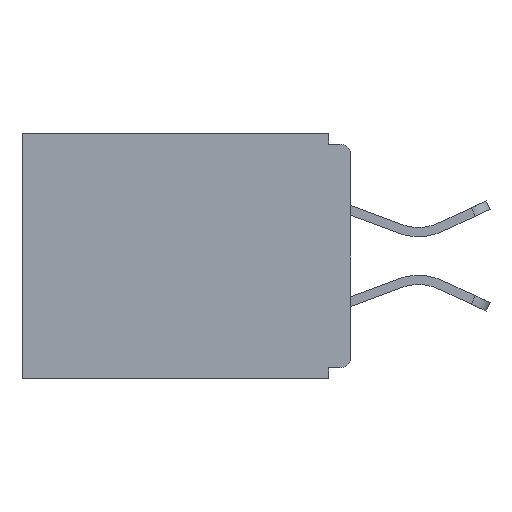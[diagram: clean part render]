
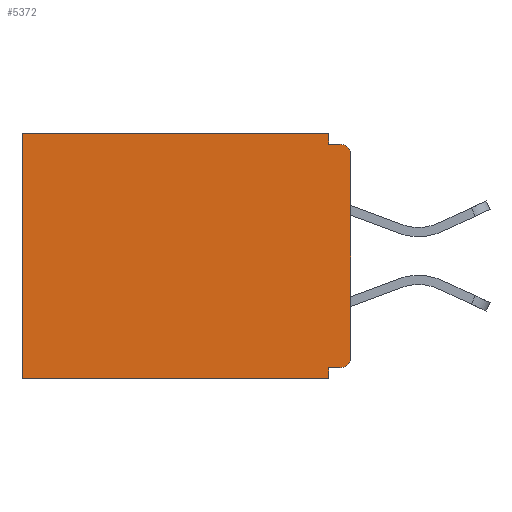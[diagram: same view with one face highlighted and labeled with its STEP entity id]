
A CAD part, left-side view. The second image highlights one B-rep face of the part: STEP entity #5372.
In plain terms, the highlighted planar face has unit normal (-1, 0, 0).
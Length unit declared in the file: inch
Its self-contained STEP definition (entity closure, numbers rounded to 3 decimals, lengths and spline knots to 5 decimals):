
#617 = CARTESIAN_POINT ( 'NONE',  ( 0.298, 0.015, -0.313 ) ) ;
#990 = ORIENTED_EDGE ( 'NONE', *, *, #11515, .T. ) ;
#1045 = DIRECTION ( 'NONE',  ( 1., 0., 0. ) ) ;
#1076 = LINE ( 'NONE', #25920, #11942 ) ;
#1174 = EDGE_CURVE ( 'NONE', #21942, #16516, #25989, .T. ) ;
#1843 = VECTOR ( 'NONE', #24385, 39.37008 ) ;
#1916 = CARTESIAN_POINT ( 'NONE',  ( 0.298, 0., 0. ) ) ;
#2189 = CARTESIAN_POINT ( 'NONE',  ( 0.298, 0.031, -0.328 ) ) ;
#2414 = VECTOR ( 'NONE', #27857, 39.37008 ) ;
#3175 = CARTESIAN_POINT ( 'NONE',  ( 0.298, 0.015, -0.328 ) ) ;
#3387 = EDGE_LOOP ( 'NONE', ( #22325, #21933, #18328, #25002, #990, #8487, #24491, #11687, #28086, #27674 ) ) ;
#4420 = EDGE_CURVE ( 'NONE', #7680, #24847, #23145, .T. ) ;
#4487 = EDGE_CURVE ( 'NONE', #23471, #16516, #25513, .T. ) ;
#4705 = FACE_OUTER_BOUND ( 'NONE', #3387, .T. ) ;
#4901 = CARTESIAN_POINT ( 'NONE',  ( 0.298, 0.015, -0.03 ) ) ;
#5372 = ADVANCED_FACE ( 'NONE', ( #4705 ), #13670, .F. ) ;
#5401 = DIRECTION ( 'NONE',  ( 0., 0., -1. ) ) ;
#6709 = LINE ( 'NONE', #11743, #10455 ) ;
#7096 = CARTESIAN_POINT ( 'NONE',  ( 0.298, 0.46, 0. ) ) ;
#7595 = CARTESIAN_POINT ( 'NONE',  ( 0.298, 0., 0. ) ) ;
#7680 = VERTEX_POINT ( 'NONE', #19965 ) ;
#7835 = DIRECTION ( 'NONE',  ( 0., 0., -1. ) ) ;
#7954 = EDGE_CURVE ( 'NONE', #7680, #21942, #11116, .T. ) ;
#7970 = DIRECTION ( 'NONE',  ( 0., 0., -1. ) ) ;
#8487 = ORIENTED_EDGE ( 'NONE', *, *, #25644, .F. ) ;
#8547 = VERTEX_POINT ( 'NONE', #11513 ) ;
#9018 = DIRECTION ( 'NONE',  ( 0., 1., 0. ) ) ;
#9199 = LINE ( 'NONE', #16945, #2414 ) ;
#9558 = VECTOR ( 'NONE', #7970, 39.37008 ) ;
#9877 = CIRCLE ( 'NONE', #14132, 0.015 ) ;
#10455 = VECTOR ( 'NONE', #16110, 39.37008 ) ;
#11116 = LINE ( 'NONE', #18628, #27427 ) ;
#11376 = VECTOR ( 'NONE', #19826, 39.37008 ) ;
#11453 = DIRECTION ( 'NONE',  ( 0., 0., -1. ) ) ;
#11513 = CARTESIAN_POINT ( 'NONE',  ( 0.298, 0.46, -0.343 ) ) ;
#11515 = EDGE_CURVE ( 'NONE', #24847, #8547, #1076, .T. ) ;
#11630 = DIRECTION ( 'NONE',  ( 0., 0., -1. ) ) ;
#11687 = ORIENTED_EDGE ( 'NONE', *, *, #17389, .F. ) ;
#11743 = CARTESIAN_POINT ( 'NONE',  ( 0.298, 0., -0.343 ) ) ;
#11942 = VECTOR ( 'NONE', #19436, 39.37008 ) ;
#12113 = VERTEX_POINT ( 'NONE', #26070 ) ;
#13293 = CARTESIAN_POINT ( 'NONE',  ( 0.298, 0., -0.015 ) ) ;
#13670 = PLANE ( 'NONE',  #19951 ) ;
#13692 = LINE ( 'NONE', #26444, #1843 ) ;
#14132 = AXIS2_PLACEMENT_3D ( 'NONE', #617, #22407, #11630 ) ;
#15220 = CARTESIAN_POINT ( 'NONE',  ( 0.298, 0.031, -0.015 ) ) ;
#16110 = DIRECTION ( 'NONE',  ( 0., 1., 0. ) ) ;
#16321 = AXIS2_PLACEMENT_3D ( 'NONE', #4901, #22324, #11453 ) ;
#16516 = VERTEX_POINT ( 'NONE', #25861 ) ;
#16849 = EDGE_CURVE ( 'NONE', #23687, #20279, #9877, .T. ) ;
#16945 = CARTESIAN_POINT ( 'NONE',  ( 0.298, 0., -0.328 ) ) ;
#17389 = EDGE_CURVE ( 'NONE', #23687, #25259, #9199, .T. ) ;
#18078 = CARTESIAN_POINT ( 'NONE',  ( 0.298, 0., -0.313 ) ) ;
#18328 = ORIENTED_EDGE ( 'NONE', *, *, #7954, .F. ) ;
#18628 = CARTESIAN_POINT ( 'NONE',  ( 0.298, 0.031, -0.343 ) ) ;
#18665 = VECTOR ( 'NONE', #9018, 39.37008 ) ;
#19436 = DIRECTION ( 'NONE',  ( 0., 0., -1. ) ) ;
#19826 = DIRECTION ( 'NONE',  ( 0., -1., 0. ) ) ;
#19951 = AXIS2_PLACEMENT_3D ( 'NONE', #7595, #1045, #5401 ) ;
#19965 = CARTESIAN_POINT ( 'NONE',  ( 0.298, 0.031, 0. ) ) ;
#20279 = VERTEX_POINT ( 'NONE', #18078 ) ;
#20333 = EDGE_CURVE ( 'NONE', #23471, #20279, #13692, .T. ) ;
#21307 = CARTESIAN_POINT ( 'NONE',  ( 0.298, 0., -0.03 ) ) ;
#21412 = EDGE_CURVE ( 'NONE', #25259, #12113, #25884, .T. ) ;
#21933 = ORIENTED_EDGE ( 'NONE', *, *, #1174, .F. ) ;
#21942 = VERTEX_POINT ( 'NONE', #15220 ) ;
#22324 = DIRECTION ( 'NONE',  ( -1., 0., 0. ) ) ;
#22325 = ORIENTED_EDGE ( 'NONE', *, *, #4487, .T. ) ;
#22407 = DIRECTION ( 'NONE',  ( -1., 0., 0. ) ) ;
#23145 = LINE ( 'NONE', #1916, #18665 ) ;
#23471 = VERTEX_POINT ( 'NONE', #21307 ) ;
#23687 = VERTEX_POINT ( 'NONE', #3175 ) ;
#24385 = DIRECTION ( 'NONE',  ( 0., 0., -1. ) ) ;
#24491 = ORIENTED_EDGE ( 'NONE', *, *, #21412, .F. ) ;
#24847 = VERTEX_POINT ( 'NONE', #7096 ) ;
#25002 = ORIENTED_EDGE ( 'NONE', *, *, #4420, .T. ) ;
#25259 = VERTEX_POINT ( 'NONE', #2189 ) ;
#25513 = CIRCLE ( 'NONE', #16321, 0.015 ) ;
#25644 = EDGE_CURVE ( 'NONE', #12113, #8547, #6709, .T. ) ;
#25861 = CARTESIAN_POINT ( 'NONE',  ( 0.298, 0.015, -0.015 ) ) ;
#25884 = LINE ( 'NONE', #27505, #9558 ) ;
#25920 = CARTESIAN_POINT ( 'NONE',  ( 0.298, 0.46, 0. ) ) ;
#25989 = LINE ( 'NONE', #13293, #11376 ) ;
#26070 = CARTESIAN_POINT ( 'NONE',  ( 0.298, 0.031, -0.343 ) ) ;
#26444 = CARTESIAN_POINT ( 'NONE',  ( 0.298, 0., 0. ) ) ;
#27427 = VECTOR ( 'NONE', #7835, 39.37008 ) ;
#27505 = CARTESIAN_POINT ( 'NONE',  ( 0.298, 0.031, -0.343 ) ) ;
#27674 = ORIENTED_EDGE ( 'NONE', *, *, #20333, .F. ) ;
#27857 = DIRECTION ( 'NONE',  ( 0., 1., 0. ) ) ;
#28086 = ORIENTED_EDGE ( 'NONE', *, *, #16849, .T. ) ;
